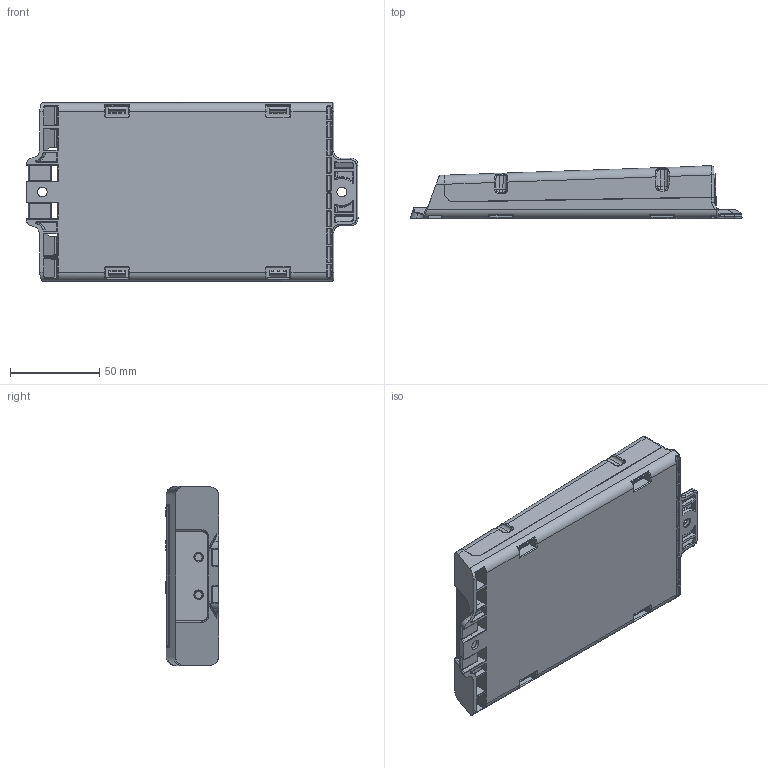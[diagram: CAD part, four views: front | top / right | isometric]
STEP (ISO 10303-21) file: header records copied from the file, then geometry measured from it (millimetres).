
FILE_DESCRIPTION (( 'STEP AP203' ), '1' );
FILE_NAME ('SMART-e.STEP', '2013-10-21T07:57:44', ( 'admin' ), ( 'Hewlett-Packard Company' ), 'SwSTEP 2.0', 'SolidWorks 2012', '' );
FILE_SCHEMA (( 'CONFIG_CONTROL_DESIGN' ));
Products named in the file (1): SMART-e
Bounding box: 186.21 x 29.75 x 100.49 mm (x, y, z)
Volume: 407753 mm3; surface area: 60405.4 mm2
Topology: 1 solids, 1 shells, 1499 faces, 3833 edges, 2378 vertices
Faces by surface type: plane 648, cylinder 435, bspline 388, cone 22, torus 4, sphere 2
Entity records: 57408 total; most frequent: CARTESIAN_POINT 24588, ORIENTED_EDGE 7620, DIRECTION 5676, EDGE_CURVE 3810, VERTEX_POINT 2378, LINE 2150, VECTOR 2150, AXIS2_PLACEMENT_3D 1763
